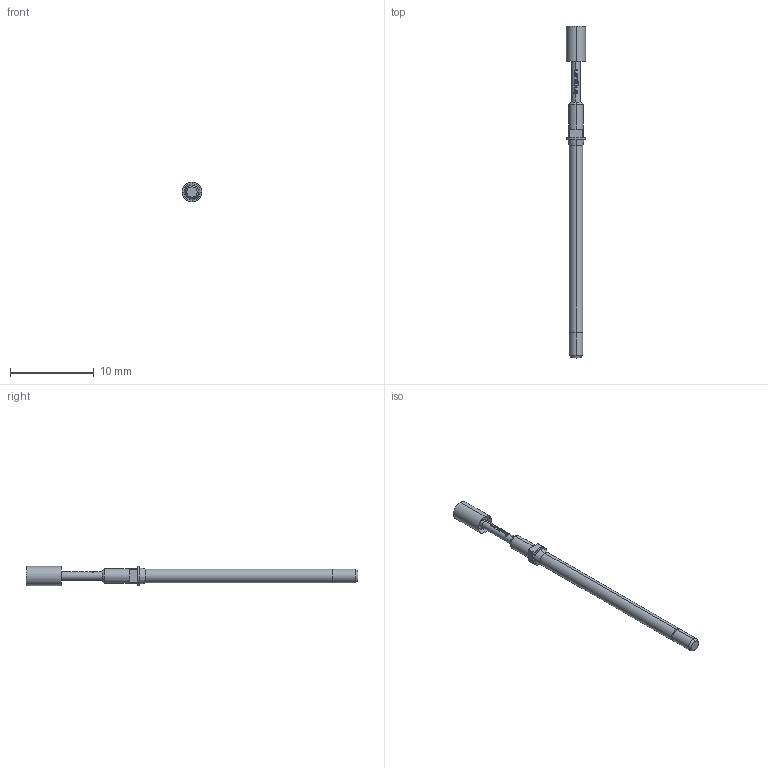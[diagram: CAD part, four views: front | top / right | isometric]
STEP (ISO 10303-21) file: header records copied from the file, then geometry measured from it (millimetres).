
FILE_DESCRIPTION (( 'STEP AP203' ), '1' );
FILE_NAME ('INGUN_GKS-112_006_230_A_xx05_M.STEP', '2022-01-18T10:58:54', ( 'ochi' ), ( '' ), 'SwSTEP 2.0', 'SolidWorks 2018', '' );
FILE_SCHEMA (( 'CONFIG_CONTROL_DESIGN' ));
Length unit declared in the file: millimetre
Products named in the file (1): INGUN_GKS-112_006_230_A_xx05_M
Bounding box: 2.3 x 39.6 x 2.3 mm (x, y, z)
Volume: 83.7 mm3; surface area: 234.1 mm2
Topology: 1 solids, 1 shells, 189 faces, 461 edges, 281 vertices
Faces by surface type: plane 76, bspline 61, cylinder 28, cone 22, torus 2
Entity records: 6586 total; most frequent: CARTESIAN_POINT 2809, ORIENTED_EDGE 922, DIRECTION 527, EDGE_CURVE 461, VERTEX_POINT 281, B_SPLINE_CURVE_WITH_KNOTS 204, AXIS2_PLACEMENT_3D 197, EDGE_LOOP 196
